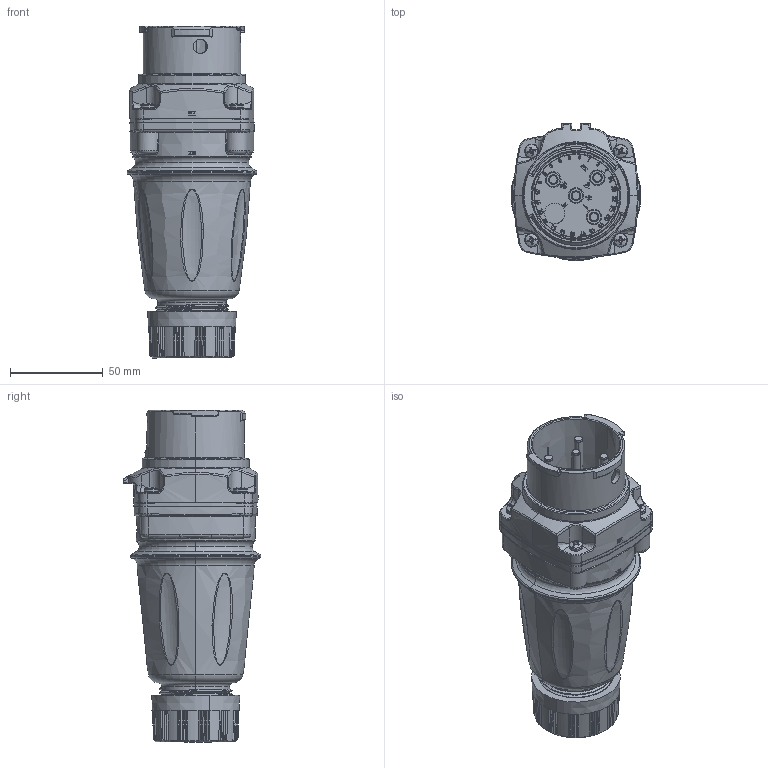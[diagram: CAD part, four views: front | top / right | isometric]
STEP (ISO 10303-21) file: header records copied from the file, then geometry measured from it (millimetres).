
FILE_DESCRIPTION (( 'STEP AP214' ), '1' );
FILE_NAME ('ORC5955-M01.STEP', '2025-07-08T17:53:15', ( '' ), ( '' ), 'SwSTEP 2.0', 'SolidWorks 2024', '' );
FILE_SCHEMA (( 'AUTOMOTIVE_DESIGN' ));
Products named in the file (1): ORC5955-M01
Bounding box: 70 x 74 x 179 mm (x, y, z)
Volume: 376161.3 mm3; surface area: 99642.7 mm2
Topology: 25 solids, 28 shells, 2476 faces, 6264 edges, 3886 vertices
Faces by surface type: plane 840, bspline 543, cylinder 543, torus 257, cone 236, sphere 57
Entity records: 282914 total; most frequent: CARTESIAN_POINT 228773, ORIENTED_EDGE 12404, DIRECTION 9520, EDGE_CURVE 6202, VERTEX_POINT 3886, AXIS2_PLACEMENT_3D 3808, EDGE_LOOP 2636, FACE_OUTER_BOUND 2476
